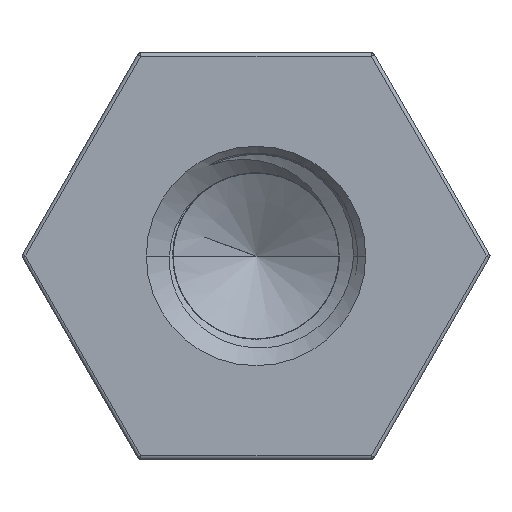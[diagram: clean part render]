
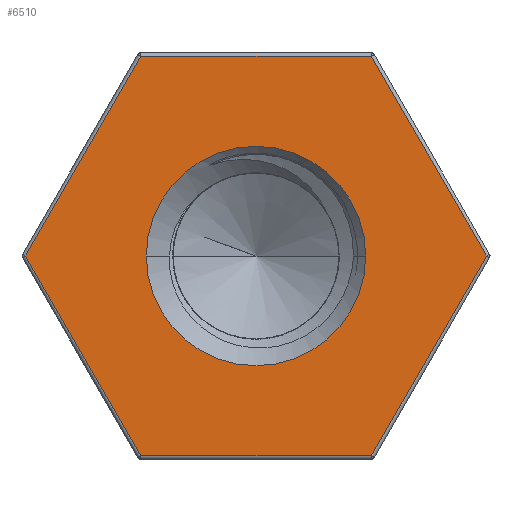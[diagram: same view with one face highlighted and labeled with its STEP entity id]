
A CAD part, left-side view. The second image highlights one B-rep face of the part: STEP entity #6510.
In plain terms, the highlighted planar face has unit normal (-1, 0, 0).
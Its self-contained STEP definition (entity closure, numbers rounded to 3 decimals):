
#1783=DIRECTION('',(0.,-0.5,-0.866));
#1784=VECTOR('',#1783,3.405);
#1785=CARTESIAN_POINT('',(-23.,3.405,0.));
#1786=LINE('',#1785,#1784);
#1790=DIRECTION('',(0.,0.5,-0.866));
#1791=VECTOR('',#1790,3.405);
#1792=CARTESIAN_POINT('',(-23.,1.703,2.949));
#1793=LINE('',#1792,#1791);
#1797=DIRECTION('',(0.,1.,0.));
#1798=VECTOR('',#1797,3.405);
#1799=CARTESIAN_POINT('',(-23.,-1.703,2.949));
#1800=LINE('',#1799,#1798);
#1804=DIRECTION('',(0.,0.5,0.866));
#1805=VECTOR('',#1804,3.405);
#1806=CARTESIAN_POINT('',(-23.,-3.405,0.));
#1807=LINE('',#1806,#1805);
#1811=DIRECTION('',(0.,-0.5,0.866));
#1812=VECTOR('',#1811,3.405);
#1813=CARTESIAN_POINT('',(-23.,-1.703,-2.949));
#1814=LINE('',#1813,#1812);
#1818=DIRECTION('',(0.,-1.,0.));
#1819=VECTOR('',#1818,3.405);
#1820=CARTESIAN_POINT('',(-23.,1.703,-2.949));
#1821=LINE('',#1820,#1819);
#1825=CARTESIAN_POINT('',(-23.,0.,0.));
#1826=DIRECTION('',(1.,0.,0.));
#1827=DIRECTION('',(0.,1.,0.));
#1828=AXIS2_PLACEMENT_3D('',#1825,#1826,#1827);
#1833=CARTESIAN_POINT('',(-23.,0.,0.));
#1834=DIRECTION('',(1.,0.,0.));
#1835=DIRECTION('',(0.,-1.,0.));
#1836=AXIS2_PLACEMENT_3D('',#1833,#1834,#1835);
#4658=CARTESIAN_POINT('',(-23.,3.405,0.));
#4659=CARTESIAN_POINT('',(-23.,1.703,-2.949));
#4660=VERTEX_POINT('',#4658);
#4661=VERTEX_POINT('',#4659);
#4670=CARTESIAN_POINT('',(-23.,-1.703,-2.949));
#4671=VERTEX_POINT('',#4670);
#4718=CARTESIAN_POINT('',(-23.,-3.405,0.));
#4719=VERTEX_POINT('',#4718);
#4720=CARTESIAN_POINT('',(-23.,-1.703,2.949));
#4721=VERTEX_POINT('',#4720);
#4722=CARTESIAN_POINT('',(-23.,1.703,2.949));
#4723=VERTEX_POINT('',#4722);
#4739=CARTESIAN_POINT('',(-23.,1.62,0.));
#4741=VERTEX_POINT('',#4739);
#4743=CARTESIAN_POINT('',(-23.,-1.62,0.));
#4745=VERTEX_POINT('',#4743);
#6487=CARTESIAN_POINT('',(-23.,0.,0.));
#6488=DIRECTION('',(1.,0.,0.));
#6489=DIRECTION('',(0.,-1.,0.));
#6490=AXIS2_PLACEMENT_3D('',#6487,#6488,#6489);
#6491=PLANE('',#6490);
#6492=ORIENTED_EDGE('',*,*,#6478,.F.);
#6494=ORIENTED_EDGE('',*,*,#6493,.F.);
#6496=ORIENTED_EDGE('',*,*,#6495,.F.);
#6498=ORIENTED_EDGE('',*,*,#6497,.F.);
#6500=ORIENTED_EDGE('',*,*,#6499,.F.);
#6501=ORIENTED_EDGE('',*,*,#6399,.F.);
#6502=EDGE_LOOP('',(#6492,#6494,#6496,#6498,#6500,#6501));
#6503=FACE_OUTER_BOUND('',#6502,.F.);
#6505=ORIENTED_EDGE('',*,*,#6504,.F.);
#6507=ORIENTED_EDGE('',*,*,#6506,.F.);
#6508=EDGE_LOOP('',(#6505,#6507));
#6509=FACE_BOUND('',#6508,.F.);
#1829=CIRCLE('',#1828,1.62);
#1837=CIRCLE('',#1836,1.62);
#6399=EDGE_CURVE('',#4661,#4671,#1821,.T.);
#6478=EDGE_CURVE('',#4660,#4661,#1786,.T.);
#6493=EDGE_CURVE('',#4723,#4660,#1793,.T.);
#6495=EDGE_CURVE('',#4721,#4723,#1800,.T.);
#6497=EDGE_CURVE('',#4719,#4721,#1807,.T.);
#6499=EDGE_CURVE('',#4671,#4719,#1814,.T.);
#6504=EDGE_CURVE('',#4741,#4745,#1829,.T.);
#6506=EDGE_CURVE('',#4745,#4741,#1837,.T.);
#6510=ADVANCED_FACE('',(#6503,#6509),#6491,.F.);
